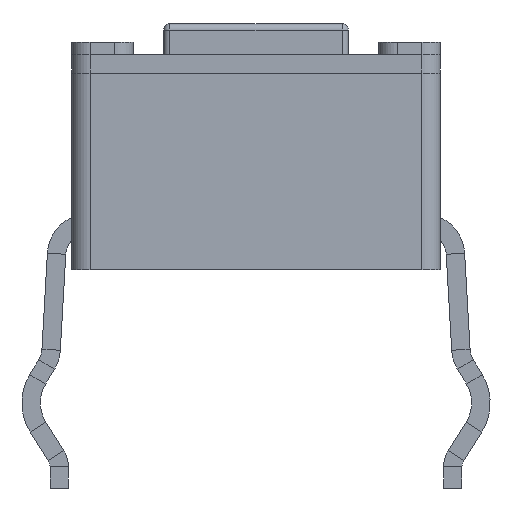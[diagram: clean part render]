
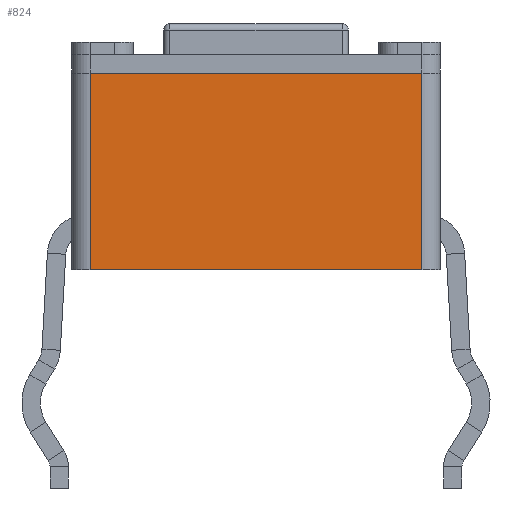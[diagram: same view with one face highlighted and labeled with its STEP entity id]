
A CAD part, front view. The second image highlights one B-rep face of the part: STEP entity #824.
In plain terms, the highlighted planar face has unit normal (0, -1, 0).
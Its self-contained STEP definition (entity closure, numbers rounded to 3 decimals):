
#257 = VERTEX_POINT('',#258);
#258 = CARTESIAN_POINT('',(2.7,-1.75,0.));
#265 = EDGE_CURVE('',#257,#266,#268,.T.);
#266 = VERTEX_POINT('',#267);
#267 = CARTESIAN_POINT('',(2.7,-1.75,3.2));
#268 = LINE('',#269,#270);
#269 = CARTESIAN_POINT('',(2.7,-1.75,0.));
#270 = VECTOR('',#271,1.);
#271 = DIRECTION('',(0.,0.,1.));
#333 = VERTEX_POINT('',#334);
#334 = CARTESIAN_POINT('',(-2.7,-1.75,0.));
#341 = EDGE_CURVE('',#333,#257,#342,.T.);
#342 = LINE('',#343,#344);
#343 = CARTESIAN_POINT('',(-3.,-1.75,0.));
#344 = VECTOR('',#345,1.);
#345 = DIRECTION('',(1.,0.,0.));
#824 = ADVANCED_FACE('',(#825),#843,.F.);
#825 = FACE_BOUND('',#826,.F.);
#826 = EDGE_LOOP('',(#827,#828,#836,#842));
#827 = ORIENTED_EDGE('',*,*,#341,.F.);
#828 = ORIENTED_EDGE('',*,*,#829,.T.);
#829 = EDGE_CURVE('',#333,#830,#832,.T.);
#830 = VERTEX_POINT('',#831);
#831 = CARTESIAN_POINT('',(-2.7,-1.75,3.2));
#832 = LINE('',#833,#834);
#833 = CARTESIAN_POINT('',(-2.7,-1.75,0.));
#834 = VECTOR('',#835,1.);
#835 = DIRECTION('',(0.,0.,1.));
#836 = ORIENTED_EDGE('',*,*,#837,.T.);
#837 = EDGE_CURVE('',#830,#266,#838,.T.);
#838 = LINE('',#839,#840);
#839 = CARTESIAN_POINT('',(-3.,-1.75,3.2));
#840 = VECTOR('',#841,1.);
#841 = DIRECTION('',(1.,0.,0.));
#842 = ORIENTED_EDGE('',*,*,#265,.F.);
#843 = PLANE('',#844);
#844 = AXIS2_PLACEMENT_3D('',#845,#846,#847);
#845 = CARTESIAN_POINT('',(-3.,-1.75,0.));
#846 = DIRECTION('',(0.,1.,0.));
#847 = DIRECTION('',(0.,0.,1.));
